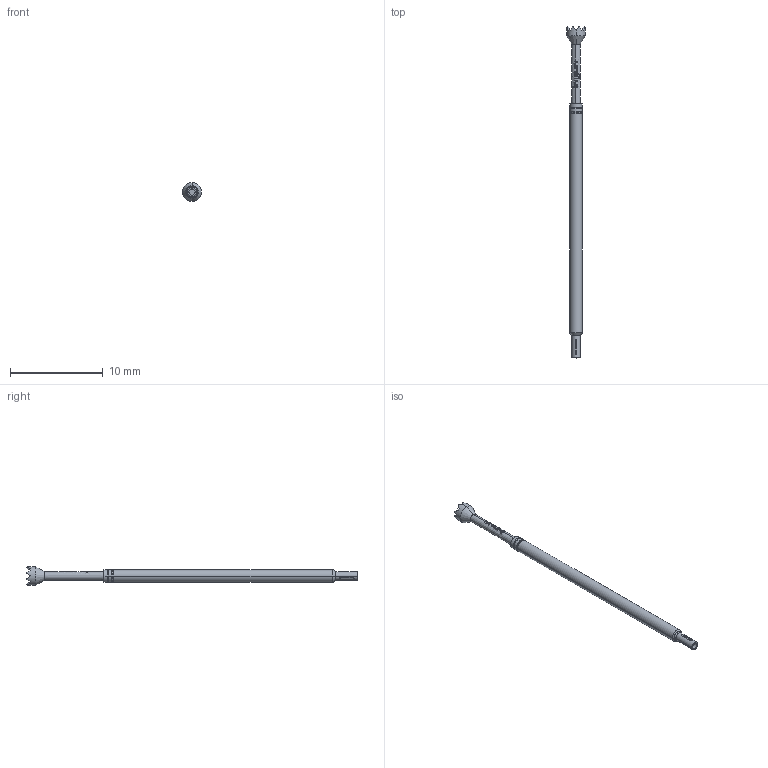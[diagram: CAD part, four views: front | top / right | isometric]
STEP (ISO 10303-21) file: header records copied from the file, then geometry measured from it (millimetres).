
FILE_DESCRIPTION (( 'STEP AP203' ), '1' );
FILE_NAME ('INGUN_S-075_306_200_A_xx00_S.STEP', '2022-01-27T14:35:28', ( 'ochi' ), ( '' ), 'SwSTEP 2.0', 'SolidWorks 2018', '' );
FILE_SCHEMA (( 'CONFIG_CONTROL_DESIGN' ));
Length unit declared in the file: millimetre
Products named in the file (1): INGUN_S-075_306_200_A_xx00_S
Bounding box: 2 x 35.81 x 2 mm (x, y, z)
Volume: 45.3 mm3; surface area: 157.2 mm2
Topology: 1 solids, 1 shells, 193 faces, 463 edges, 281 vertices
Faces by surface type: bspline 73, plane 65, cylinder 25, cone 16, torus 14
Entity records: 7704 total; most frequent: CARTESIAN_POINT 3905, ORIENTED_EDGE 926, DIRECTION 513, EDGE_CURVE 463, VERTEX_POINT 281, B_SPLINE_CURVE_WITH_KNOTS 232, EDGE_LOOP 202, ADVANCED_FACE 193
